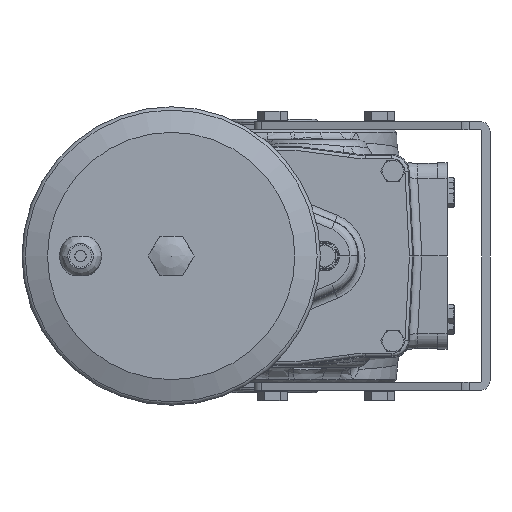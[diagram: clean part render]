
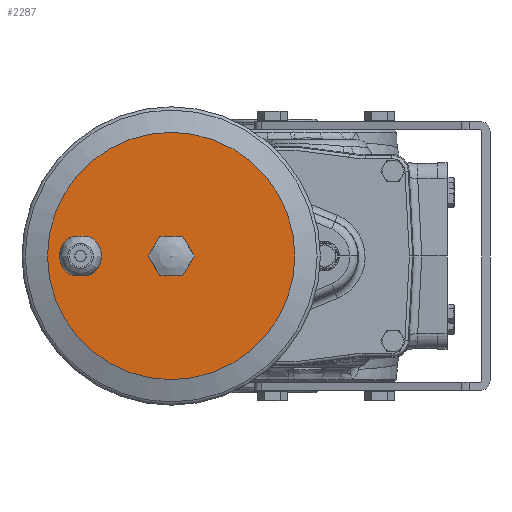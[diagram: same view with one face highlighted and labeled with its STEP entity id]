
A CAD part, left-side view. The second image highlights one B-rep face of the part: STEP entity #2287.
In plain terms, the highlighted planar face has unit normal (-1, 0, 0).
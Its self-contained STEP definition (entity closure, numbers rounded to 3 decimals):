
#2287 = ADVANCED_FACE( '', ( #5316, #5317, #5318 ), #5319, .T. );
#5316 = FACE_BOUND( '', #18709, .T. );
#5317 = FACE_OUTER_BOUND( '', #18710, .T. );
#5318 = FACE_BOUND( '', #18711, .T. );
#5319 = PLANE( '', #18712 );
#18709 = EDGE_LOOP( '', ( #35029, #35030, #35031, #35032 ) );
#18710 = EDGE_LOOP( '', ( #35033 ) );
#18711 = EDGE_LOOP( '', ( #35034, #35035, #35036, #35037, #35038, #35039 ) );
#18712 = AXIS2_PLACEMENT_3D( '', #35040, #35041, #35042 );
#35029 = ORIENTED_EDGE( '', *, *, #41318, .F. );
#35030 = ORIENTED_EDGE( '', *, *, #41319, .F. );
#35031 = ORIENTED_EDGE( '', *, *, #40053, .F. );
#35032 = ORIENTED_EDGE( '', *, *, #41320, .T. );
#35033 = ORIENTED_EDGE( '', *, *, #40869, .T. );
#35034 = ORIENTED_EDGE( '', *, *, #40735, .T. );
#35035 = ORIENTED_EDGE( '', *, *, #40414, .T. );
#35036 = ORIENTED_EDGE( '', *, *, #39976, .T. );
#35037 = ORIENTED_EDGE( '', *, *, #41163, .T. );
#35038 = ORIENTED_EDGE( '', *, *, #39053, .T. );
#35039 = ORIENTED_EDGE( '', *, *, #39605, .T. );
#35040 = CARTESIAN_POINT( '', ( -633.9, 136.4, 0. ) );
#35041 = DIRECTION( '', ( -1., 0., 0. ) );
#35042 = DIRECTION( '', ( 0., 1., 0. ) );
#39053 = EDGE_CURVE( '', #42399, #42403, #42405, .T. );
#39605 = EDGE_CURVE( '', #42403, #43351, #43353, .T. );
#39976 = EDGE_CURVE( '', #43955, #43957, #43959, .T. );
#40053 = EDGE_CURVE( '', #44077, #44080, #44081, .T. );
#40414 = EDGE_CURVE( '', #44640, #43955, #44642, .T. );
#40735 = EDGE_CURVE( '', #43351, #44640, #45124, .T. );
#40869 = EDGE_CURVE( '', #45313, #45313, #45314, .T. );
#41163 = EDGE_CURVE( '', #43957, #42399, #45712, .T. );
#41318 = EDGE_CURVE( '', #45912, #45913, #45914, .T. );
#41319 = EDGE_CURVE( '', #44080, #45912, #45915, .T. );
#41320 = EDGE_CURVE( '', #44077, #45913, #45916, .T. );
#42399 = VERTEX_POINT( '', #47184 );
#42403 = VERTEX_POINT( '', #47189 );
#42405 = LINE( '', #47192, #47193 );
#43351 = VERTEX_POINT( '', #49907 );
#43353 = LINE( '', #49910, #49911 );
#43955 = VERTEX_POINT( '', #51416 );
#43957 = VERTEX_POINT( '', #51419 );
#43959 = LINE( '', #51422, #51423 );
#44077 = VERTEX_POINT( '', #51749 );
#44080 = VERTEX_POINT( '', #51753 );
#44081 = CIRCLE( '', #51754, 12.8 );
#44640 = VERTEX_POINT( '', #53242 );
#44642 = LINE( '', #53245, #53246 );
#45124 = LINE( '', #54685, #54686 );
#45313 = VERTEX_POINT( '', #55016 );
#45314 = CIRCLE( '', #55017, 75. );
#45712 = LINE( '', #56685, #56686 );
#45912 = VERTEX_POINT( '', #57224 );
#45913 = VERTEX_POINT( '', #57225 );
#45914 = CIRCLE( '', #57226, 12.8 );
#45915 = LINE( '', #57227, #57228 );
#45916 = LINE( '', #57229, #57230 );
#47184 = CARTESIAN_POINT( '', ( -633.9, 75.256, 0. ) );
#47189 = CARTESIAN_POINT( '', ( -633.9, 68.328, 12. ) );
#47192 = CARTESIAN_POINT( '', ( -633.9, 75.256, 0. ) );
#47193 = VECTOR( '', #60530, 1000. );
#49907 = CARTESIAN_POINT( '', ( -633.9, 54.472, 12. ) );
#49910 = CARTESIAN_POINT( '', ( -633.9, 68.328, 12. ) );
#49911 = VECTOR( '', #61131, 1000. );
#51416 = CARTESIAN_POINT( '', ( -633.9, 54.472, -12. ) );
#51419 = CARTESIAN_POINT( '', ( -633.9, 68.328, -12. ) );
#51422 = CARTESIAN_POINT( '', ( -633.9, 54.472, -12. ) );
#51423 = VECTOR( '', #61600, 1000. );
#51749 = CARTESIAN_POINT( '', ( -633.9, 120.854, 12. ) );
#51753 = CARTESIAN_POINT( '', ( -633.9, 120.854, -12. ) );
#51754 = AXIS2_PLACEMENT_3D( '', #61664, #61665, #61666 );
#53242 = CARTESIAN_POINT( '', ( -633.9, 47.544, 0. ) );
#53245 = CARTESIAN_POINT( '', ( -633.9, 47.544, 0. ) );
#53246 = VECTOR( '', #62135, 1000. );
#54685 = CARTESIAN_POINT( '', ( -633.9, 54.472, 12. ) );
#54686 = VECTOR( '', #62478, 1000. );
#55016 = CARTESIAN_POINT( '', ( -633.9, 136.4, 0. ) );
#55017 = AXIS2_PLACEMENT_3D( '', #62614, #62615, #62616 );
#56685 = CARTESIAN_POINT( '', ( -633.9, 68.328, -12. ) );
#56686 = VECTOR( '', #62874, 1000. );
#57224 = CARTESIAN_POINT( '', ( -633.9, 111.946, -12. ) );
#57225 = CARTESIAN_POINT( '', ( -633.9, 111.946, 12. ) );
#57226 = AXIS2_PLACEMENT_3D( '', #63011, #63012, #63013 );
#57227 = CARTESIAN_POINT( '', ( -633.9, 120.854, -12. ) );
#57228 = VECTOR( '', #63014, 1000. );
#57229 = CARTESIAN_POINT( '', ( -633.9, 120.854, 12. ) );
#57230 = VECTOR( '', #63015, 1000. );
#60530 = DIRECTION( '', ( 0., -0.5, 0.866 ) );
#61131 = DIRECTION( '', ( 0., -1., 0. ) );
#61600 = DIRECTION( '', ( 0., 1., 0. ) );
#61664 = CARTESIAN_POINT( '', ( -633.9, 116.4, 0. ) );
#61665 = DIRECTION( '', ( -1., 0., 0. ) );
#61666 = DIRECTION( '', ( 0., 1., 0. ) );
#62135 = DIRECTION( '', ( 0., 0.5, -0.866 ) );
#62478 = DIRECTION( '', ( 0., -0.5, -0.866 ) );
#62614 = CARTESIAN_POINT( '', ( -633.9, 61.4, 0. ) );
#62615 = DIRECTION( '', ( -1., 0., 0. ) );
#62616 = DIRECTION( '', ( 0., 1., 0. ) );
#62874 = DIRECTION( '', ( 0., 0.5, 0.866 ) );
#63011 = CARTESIAN_POINT( '', ( -633.9, 116.4, 0. ) );
#63012 = DIRECTION( '', ( -1., 0., 0. ) );
#63013 = DIRECTION( '', ( 0., 1., 0. ) );
#63014 = DIRECTION( '', ( 0., -1., 0. ) );
#63015 = DIRECTION( '', ( 0., -1., 0. ) );
